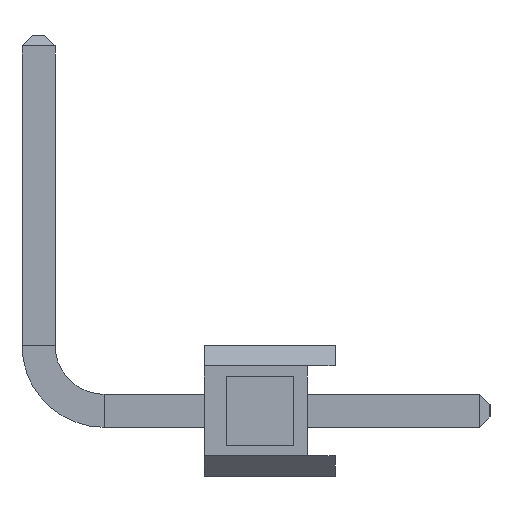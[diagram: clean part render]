
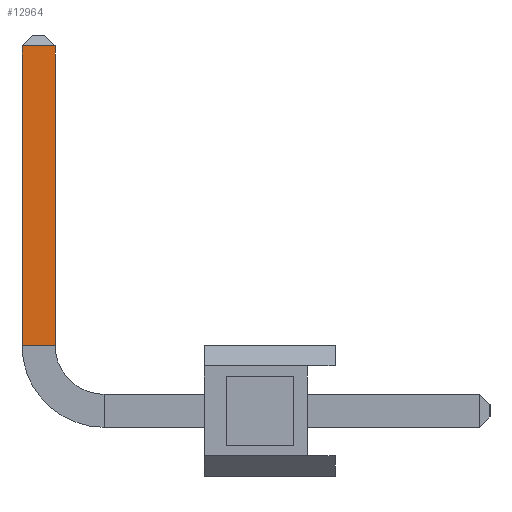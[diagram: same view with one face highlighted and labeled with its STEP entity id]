
A CAD part, left-side view. The second image highlights one B-rep face of the part: STEP entity #12964.
In plain terms, the highlighted planar face has unit normal (-1, 0, 0).
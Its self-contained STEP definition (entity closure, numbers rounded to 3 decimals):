
#216 = EDGE_LOOP ( 'NONE', ( #1946, #9679, #14752, #4515 ) ) ;
#373 = VECTOR ( 'NONE', #9753, 1000. ) ;
#445 = CARTESIAN_POINT ( 'NONE',  ( -0.32, 6.07, 1.27 ) ) ;
#538 = VECTOR ( 'NONE', #14810, 1000. ) ;
#1711 = EDGE_CURVE ( 'NONE', #16242, #11526, #11773, .T. ) ;
#1946 = ORIENTED_EDGE ( 'NONE', *, *, #10432, .T. ) ;
#2114 = CARTESIAN_POINT ( 'NONE',  ( -0.32, 5.43, 1.27 ) ) ;
#2151 = CARTESIAN_POINT ( 'NONE',  ( -0.32, 6.07, 7.07 ) ) ;
#2559 = LINE ( 'NONE', #2114, #2577 ) ;
#2577 = VECTOR ( 'NONE', #16643, 1000. ) ;
#2740 = CARTESIAN_POINT ( 'NONE',  ( -0.32, 6.07, 1.27 ) ) ;
#2747 = VERTEX_POINT ( 'NONE', #10103 ) ;
#4456 = VERTEX_POINT ( 'NONE', #2151 ) ;
#4515 = ORIENTED_EDGE ( 'NONE', *, *, #1711, .T. ) ;
#4766 = CARTESIAN_POINT ( 'NONE',  ( -0.32, 6.07, 1.27 ) ) ;
#7950 = LINE ( 'NONE', #2740, #538 ) ;
#8803 = VECTOR ( 'NONE', #12160, 1000. ) ;
#9679 = ORIENTED_EDGE ( 'NONE', *, *, #16699, .T. ) ;
#9753 = DIRECTION ( 'NONE',  ( 0., -1., 0. ) ) ;
#10103 = CARTESIAN_POINT ( 'NONE',  ( -0.32, 5.43, 7.07 ) ) ;
#10432 = EDGE_CURVE ( 'NONE', #11526, #2747, #2559, .T. ) ;
#11526 = VERTEX_POINT ( 'NONE', #16602 ) ;
#11773 = LINE ( 'NONE', #445, #373 ) ;
#11886 = DIRECTION ( 'NONE',  ( -1., 0., 0. ) ) ;
#12160 = DIRECTION ( 'NONE',  ( 0., 1., 0. ) ) ;
#12449 = EDGE_CURVE ( 'NONE', #16242, #4456, #7950, .T. ) ;
#12964 = ADVANCED_FACE ( 'NONE', ( #14264 ), #13295, .T. ) ;
#13295 = PLANE ( 'NONE',  #15457 ) ;
#14264 = FACE_OUTER_BOUND ( 'NONE', #216, .T. ) ;
#14752 = ORIENTED_EDGE ( 'NONE', *, *, #12449, .F. ) ;
#14810 = DIRECTION ( 'NONE',  ( 0., 0., 1. ) ) ;
#14842 = CARTESIAN_POINT ( 'NONE',  ( -0.32, 6.07, 7.07 ) ) ;
#15457 = AXIS2_PLACEMENT_3D ( 'NONE', #17107, #11886, #16085 ) ;
#15612 = LINE ( 'NONE', #14842, #8803 ) ;
#16085 = DIRECTION ( 'NONE',  ( 0., -1., 0. ) ) ;
#16242 = VERTEX_POINT ( 'NONE', #4766 ) ;
#16602 = CARTESIAN_POINT ( 'NONE',  ( -0.32, 5.43, 1.27 ) ) ;
#16643 = DIRECTION ( 'NONE',  ( 0., 0., 1. ) ) ;
#16699 = EDGE_CURVE ( 'NONE', #2747, #4456, #15612, .T. ) ;
#17107 = CARTESIAN_POINT ( 'NONE',  ( -0.32, 6.07, 1.27 ) ) ;
